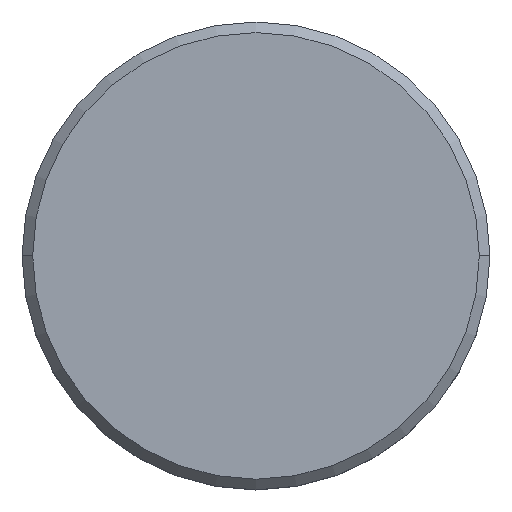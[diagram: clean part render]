
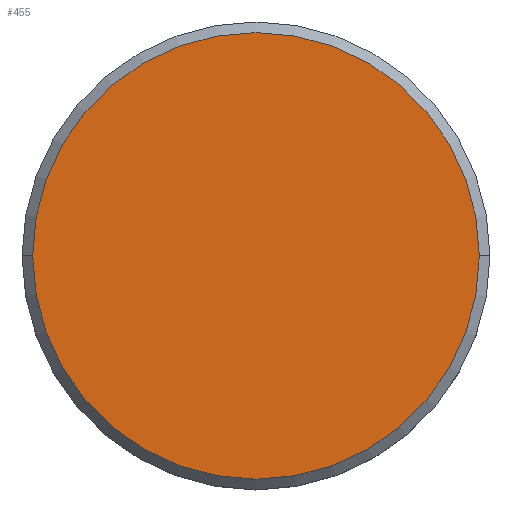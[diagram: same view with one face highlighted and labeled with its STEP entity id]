
A CAD part, top view. The second image highlights one B-rep face of the part: STEP entity #455.
In plain terms, the highlighted planar face has unit normal (0, 0, 1).
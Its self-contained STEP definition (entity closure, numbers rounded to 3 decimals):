
#19 = AXIS2_PLACEMENT_3D ( 'NONE', #197, #481, #505 ) ;
#36 = DIRECTION ( 'NONE',  ( 0., 0., 1. ) ) ;
#95 = VERTEX_POINT ( 'NONE', #118 ) ;
#118 = CARTESIAN_POINT ( 'NONE',  ( -10.5, 0., 0. ) ) ;
#131 = EDGE_LOOP ( 'NONE', ( #810, #850 ) ) ;
#191 = EDGE_CURVE ( 'NONE', #95, #514, #348, .T. ) ;
#197 = CARTESIAN_POINT ( 'NONE',  ( 0., 0., 0. ) ) ;
#218 = FACE_OUTER_BOUND ( 'NONE', #131, .T. ) ;
#219 = DIRECTION ( 'NONE',  ( 0., 0., 1. ) ) ;
#288 = CIRCLE ( 'NONE', #19, 10.5 ) ;
#295 = DIRECTION ( 'NONE',  ( 1., 0., 0. ) ) ;
#315 = CARTESIAN_POINT ( 'NONE',  ( 0., 0., 0. ) ) ;
#348 = CIRCLE ( 'NONE', #836, 10.5 ) ;
#455 = ADVANCED_FACE ( 'NONE', ( #218 ), #950, .T. ) ;
#472 = EDGE_CURVE ( 'NONE', #514, #95, #288, .T. ) ;
#481 = DIRECTION ( 'NONE',  ( 0., 0., 1. ) ) ;
#505 = DIRECTION ( 'NONE',  ( 1., 0., 0. ) ) ;
#514 = VERTEX_POINT ( 'NONE', #844 ) ;
#622 = AXIS2_PLACEMENT_3D ( 'NONE', #315, #36, #295 ) ;
#708 = DIRECTION ( 'NONE',  ( 1., 0., 0. ) ) ;
#810 = ORIENTED_EDGE ( 'NONE', *, *, #191, .T. ) ;
#836 = AXIS2_PLACEMENT_3D ( 'NONE', #1039, #219, #708 ) ;
#844 = CARTESIAN_POINT ( 'NONE',  ( 10.5, 0., 0. ) ) ;
#850 = ORIENTED_EDGE ( 'NONE', *, *, #472, .T. ) ;
#950 = PLANE ( 'NONE',  #622 ) ;
#1039 = CARTESIAN_POINT ( 'NONE',  ( 0., 0., 0. ) ) ;
